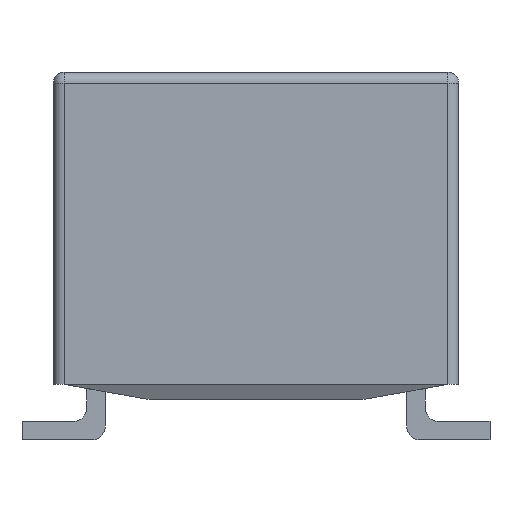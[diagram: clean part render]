
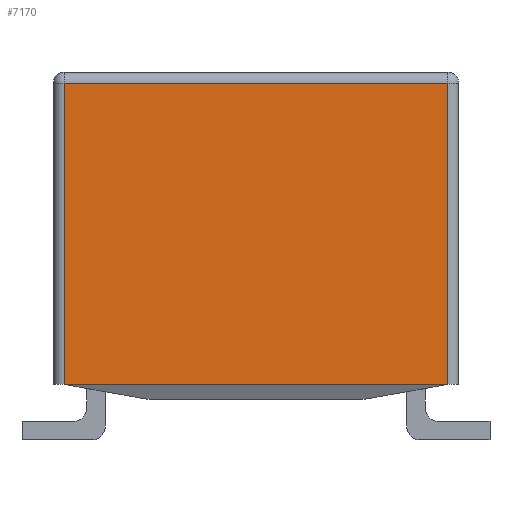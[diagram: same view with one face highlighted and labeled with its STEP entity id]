
A CAD part, front view. The second image highlights one B-rep face of the part: STEP entity #7170.
In plain terms, the highlighted planar face has unit normal (0, -1, 0).
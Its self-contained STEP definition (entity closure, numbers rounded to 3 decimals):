
#432=ORIENTED_EDGE('',*,*,#1927,.T.);
#433=ORIENTED_EDGE('',*,*,#1928,.T.);
#434=ORIENTED_EDGE('',*,*,#1902,.F.);
#435=ORIENTED_EDGE('',*,*,#1929,.T.);
#1902=EDGE_CURVE('',#2652,#2653,#3114,.T.);
#1927=EDGE_CURVE('',#2672,#2673,#3133,.T.);
#1928=EDGE_CURVE('',#2673,#2653,#3134,.F.);
#1929=EDGE_CURVE('',#2652,#2672,#3135,.T.);
#2652=VERTEX_POINT('',#9895);
#2653=VERTEX_POINT('',#9896);
#2672=VERTEX_POINT('',#9945);
#2673=VERTEX_POINT('',#9946);
#3114=LINE('',#9894,#3724);
#3133=LINE('',#9944,#3743);
#3134=LINE('',#9947,#3744);
#3135=LINE('',#9948,#3745);
#3724=VECTOR('',#7950,1000.);
#3743=VECTOR('',#7991,1000.);
#3744=VECTOR('',#7992,1000.);
#3745=VECTOR('',#7993,1000.);
#4233=EDGE_LOOP('',(#432,#433,#434,#435));
#4569=FACE_BOUND('',#4233,.T.);
#4881=PLANE('',#7483);
#7170=ADVANCED_FACE('',(#4569),#4881,.F.);
#7483=AXIS2_PLACEMENT_3D('',#9943,#7989,#7990);
#7950=DIRECTION('',(-1.,0.,0.));
#7989=DIRECTION('',(0.,1.,0.));
#7990=DIRECTION('',(0.,0.,1.));
#7991=DIRECTION('',(-1.,0.,0.));
#7992=DIRECTION('',(0.,0.,1.));
#7993=DIRECTION('',(0.,0.,1.));
#9894=CARTESIAN_POINT('',(3.25,-5.031,0.889));
#9895=CARTESIAN_POINT('',(3.077,-5.031,0.889));
#9896=CARTESIAN_POINT('',(-3.077,-5.031,0.889));
#9943=CARTESIAN_POINT('',(3.25,-5.031,0.889));
#9944=CARTESIAN_POINT('',(3.25,-5.031,5.719));
#9945=CARTESIAN_POINT('',(3.077,-5.031,5.719));
#9946=CARTESIAN_POINT('',(-3.077,-5.031,5.719));
#9947=CARTESIAN_POINT('',(-3.077,-5.031,0.889));
#9948=CARTESIAN_POINT('',(3.077,-5.031,0.889));
